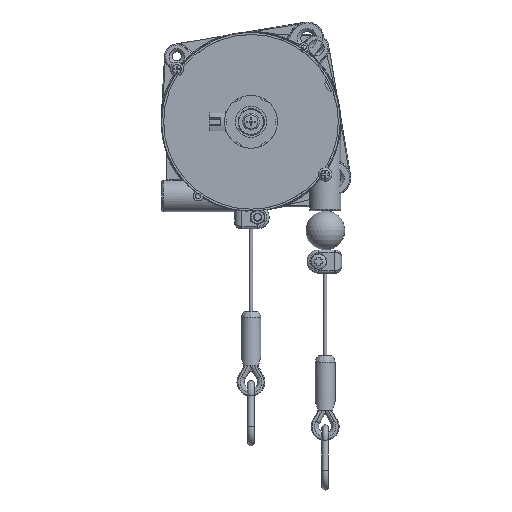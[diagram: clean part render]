
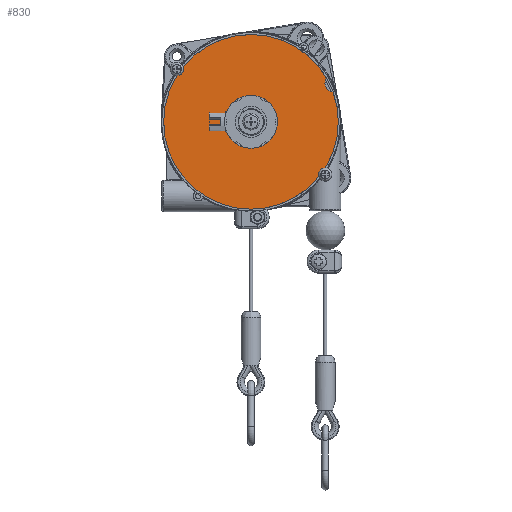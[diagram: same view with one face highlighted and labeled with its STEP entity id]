
A CAD part, front view. The second image highlights one B-rep face of the part: STEP entity #830.
In plain terms, the highlighted planar face has unit normal (0, -1, 0).
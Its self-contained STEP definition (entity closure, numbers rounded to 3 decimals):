
#830 = ADVANCED_FACE( '', ( #1726, #1727 ), #1728, .F. );
#1726 = FACE_BOUND( '', #5043, .T. );
#1727 = FACE_OUTER_BOUND( '', #5044, .T. );
#1728 = PLANE( '', #5045 );
#5043 = EDGE_LOOP( '', ( #8472 ) );
#5044 = EDGE_LOOP( '', ( #8473, #8474 ) );
#5045 = AXIS2_PLACEMENT_3D( '', #8475, #8476, #8477 );
#8472 = ORIENTED_EDGE( '', *, *, #9528, .F. );
#8473 = ORIENTED_EDGE( '', *, *, #9523, .F. );
#8474 = ORIENTED_EDGE( '', *, *, #9527, .F. );
#8475 = CARTESIAN_POINT( '', ( 0., -1., 0. ) );
#8476 = DIRECTION( '', ( 0., 1., 0. ) );
#8477 = DIRECTION( '', ( 0., 0., 1. ) );
#9523 = EDGE_CURVE( '', #10958, #10961, #10962, .T. );
#9527 = EDGE_CURVE( '', #10961, #10958, #10967, .T. );
#9528 = EDGE_CURVE( '', #10968, #10968, #10969, .T. );
#10958 = VERTEX_POINT( '', #16651 );
#10961 = VERTEX_POINT( '', #16655 );
#10962 = CIRCLE( '', #16656, 53. );
#10967 = CIRCLE( '', #16662, 5. );
#10968 = VERTEX_POINT( '', #16663 );
#10969 = CIRCLE( '', #16664, 10. );
#16651 = CARTESIAN_POINT( '', ( 49.761, -1., 18.245 ) );
#16655 = CARTESIAN_POINT( '', ( 45.962, -1., 26.391 ) );
#16656 = AXIS2_PLACEMENT_3D( '', #18197, #18198, #18199 );
#16662 = AXIS2_PLACEMENT_3D( '', #18207, #18208, #18209 );
#16663 = CARTESIAN_POINT( '', ( 10., -1., 0. ) );
#16664 = AXIS2_PLACEMENT_3D( '', #18210, #18211, #18212 );
#18197 = CARTESIAN_POINT( '', ( 0., -1., 0. ) );
#18198 = DIRECTION( '', ( 0., 1., 0. ) );
#18199 = DIRECTION( '', ( 1., 0., 0. ) );
#18207 = CARTESIAN_POINT( '', ( 49.847, -1., 23.244 ) );
#18208 = DIRECTION( '', ( 0., -1., 0. ) );
#18209 = DIRECTION( '', ( 1., 0., 0. ) );
#18210 = CARTESIAN_POINT( '', ( 0., -1., 0. ) );
#18211 = DIRECTION( '', ( 0., -1., 0. ) );
#18212 = DIRECTION( '', ( 1., 0., 0. ) );
